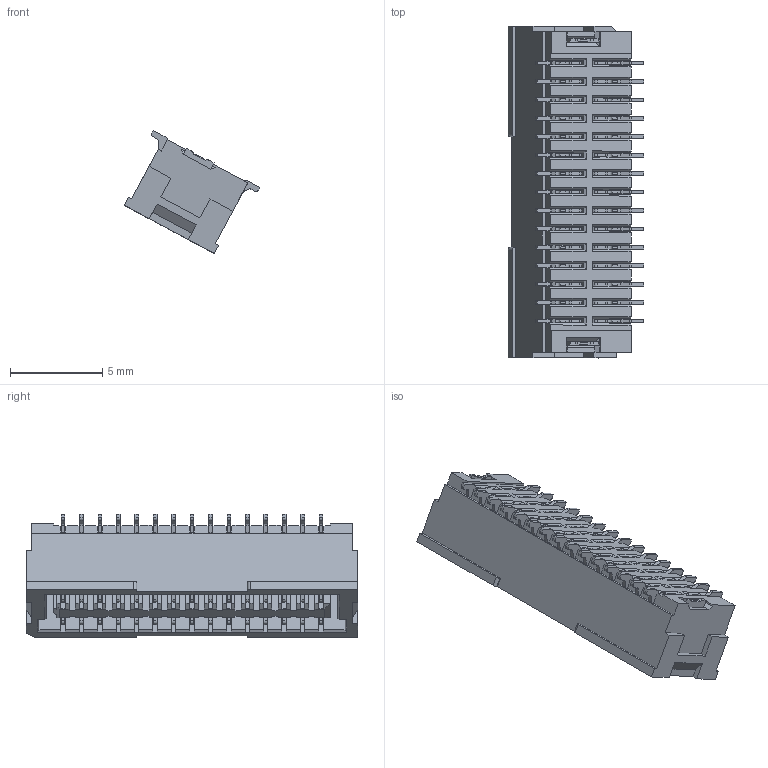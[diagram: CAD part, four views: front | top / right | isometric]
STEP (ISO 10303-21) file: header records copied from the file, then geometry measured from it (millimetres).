
FILE_DESCRIPTION (( 'STEP AP203' ), '1' );
FILE_NAME ('FWF10014-D30S83NAM.STEP', '2025-11-21T06:02:02', ( '' ), ( '' ), 'SwSTEP 2.0', 'SolidWorks 2021', '' );
FILE_SCHEMA (( 'CONFIG_CONTROL_DESIGN' ));
Length unit declared in the file: millimetre
Products named in the file (1): FWF10014-D30S83NAM
Bounding box: 7.38 x 18 x 6.68 mm (x, y, z)
Volume: 256.4 mm3; surface area: 1262.5 mm2
Topology: 18 solids, 18 shells, 2755 faces, 8503 edges, 5621 vertices
Faces by surface type: plane 1685, cylinder 1042, bspline 28
Entity records: 95487 total; most frequent: CARTESIAN_POINT 19303, ORIENTED_EDGE 17006, DIRECTION 14905, EDGE_CURVE 8503, LINE 6233, VECTOR 6233, VERTEX_POINT 5621, AXIS2_PLACEMENT_3D 4336
